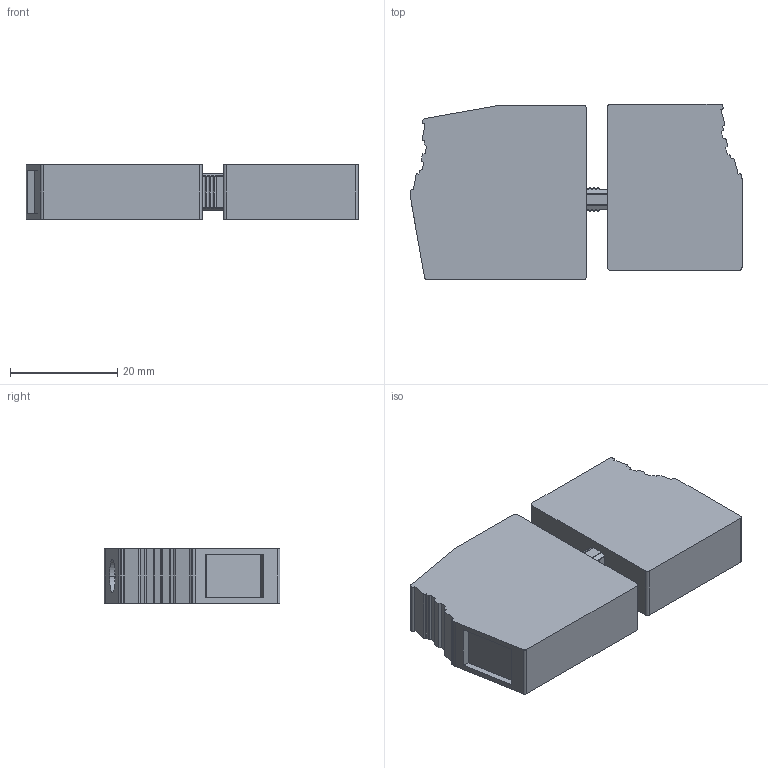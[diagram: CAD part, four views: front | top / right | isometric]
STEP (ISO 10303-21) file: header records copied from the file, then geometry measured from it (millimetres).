
FILE_DESCRIPTION((''),'2;1');
FILE_NAME('SDK10_2A_3D_STEP','2016-06-29T',('Frank Ludolph'),(''),'CREO PARAMETRIC BY PTC INC, 2015290','CREO PARAMETRIC BY PTC INC, 2015290','');
FILE_SCHEMA(('CONFIG_CONTROL_DESIGN'));
Length unit declared in the file: millimetre
Products named in the file (1): SDK10_2A_3D_STEP
Bounding box: 61.96 x 32.8 x 10.1 mm (x, y, z)
Volume: 17337.7 mm3; surface area: 6101.2 mm2
Topology: 1 solids, 2 shells, 176 faces, 490 edges, 324 vertices
Faces by surface type: cylinder 87, plane 73, bspline 16
Entity records: 7078 total; most frequent: CARTESIAN_POINT 2696, ORIENTED_EDGE 980, DIRECTION 808, EDGE_CURVE 490, VERTEX_POINT 324, VECTOR 276, LINE 276, AXIS2_PLACEMENT_3D 266
